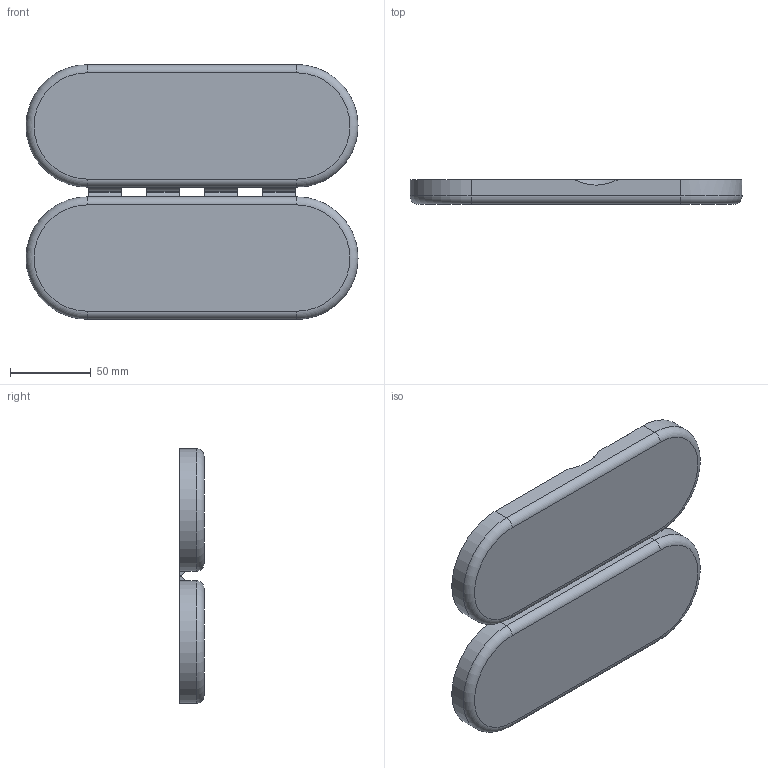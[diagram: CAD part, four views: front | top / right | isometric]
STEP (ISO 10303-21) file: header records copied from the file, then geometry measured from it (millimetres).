
FILE_DESCRIPTION(/* description */ (''),/* implementation_level */ '2;1');
FILE_NAME(/* name */ 'vape-case.stp',/* time_stamp */ '2023-04-28T10:32:02+01:00',/* author */ ('dheard'),/* organization */ (''),/* preprocessor_version */ 'ST-DEVELOPER v19',/* originating_system */ 'Autodesk Inventor 2023',/* authorisation */ '');
FILE_SCHEMA (('AUTOMOTIVE_DESIGN { 1 0 10303 214 3 1 1 }'));
Length unit declared in the file: millimetre
Products named in the file (1): vape-case
Bounding box: 206 x 15 x 158 mm (x, y, z)
Volume: 214528 mm3; surface area: 88434.8 mm2
Topology: 1 solids, 1 shells, 547 faces, 1280 edges, 728 vertices
Faces by surface type: cylinder 254, plane 123, torus 90, bspline 46, sphere 32, cone 2
Full cylindrical faces by diameter (mm): 6 x14
Entity records: 16857 total; most frequent: CARTESIAN_POINT 4300, DIRECTION 2838, ORIENTED_EDGE 2524, EDGE_CURVE 1262, AXIS2_PLACEMENT_3D 1140, VERTEX_POINT 728, CIRCLE 618, EDGE_LOOP 564
